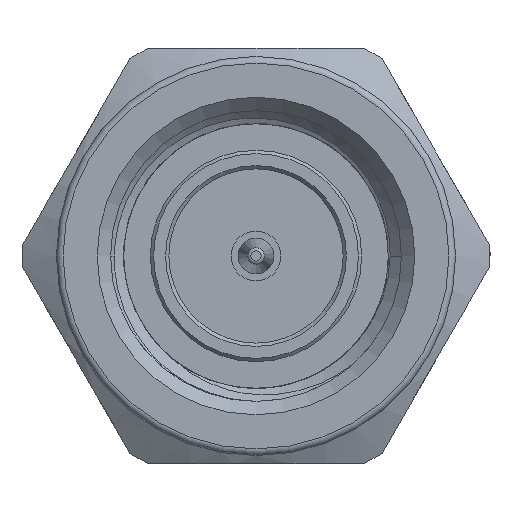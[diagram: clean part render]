
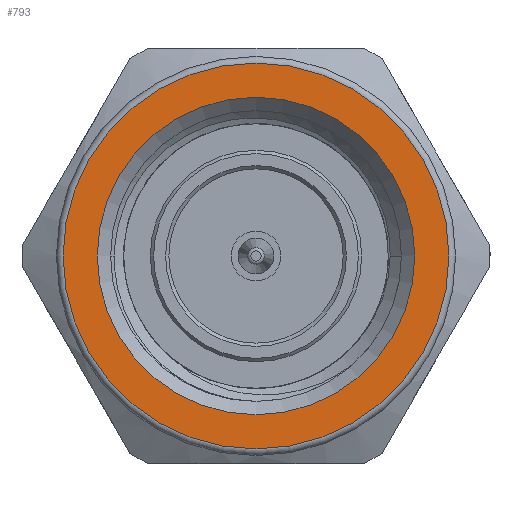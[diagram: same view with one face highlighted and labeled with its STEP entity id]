
A CAD part, left-side view. The second image highlights one B-rep face of the part: STEP entity #793.
In plain terms, the highlighted planar face has unit normal (-1, 0, 0).
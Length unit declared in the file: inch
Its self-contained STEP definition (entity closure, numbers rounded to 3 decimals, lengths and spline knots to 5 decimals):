
#479 = DIRECTION ( 'NONE',  ( -1., 0., 0. ) ) ;
#630 = DIRECTION ( 'NONE',  ( -1., 0., 0. ) ) ;
#792 = CIRCLE ( 'NONE', #2653, 0.23875 ) ;
#793 = ADVANCED_FACE ( 'NONE', ( #2360, #4545 ), #1800, .T. ) ;
#1072 = VERTEX_POINT ( 'NONE', #2851 ) ;
#1256 = CIRCLE ( 'NONE', #4666, 0.29022 ) ;
#1261 = EDGE_LOOP ( 'NONE', ( #1317 ) ) ;
#1317 = ORIENTED_EDGE ( 'NONE', *, *, #4766, .T. ) ;
#1800 = PLANE ( 'NONE',  #3312 ) ;
#2360 = FACE_BOUND ( 'NONE', #1261, .T. ) ;
#2653 = AXIS2_PLACEMENT_3D ( 'NONE', #3479, #5318, #3107 ) ;
#2851 = CARTESIAN_POINT ( 'NONE',  ( 0., -0.23875, 0. ) ) ;
#2911 = EDGE_LOOP ( 'NONE', ( #5581 ) ) ;
#3107 = DIRECTION ( 'NONE',  ( 0., -1., 0. ) ) ;
#3312 = AXIS2_PLACEMENT_3D ( 'NONE', #4484, #479, #3550 ) ;
#3479 = CARTESIAN_POINT ( 'NONE',  ( 0., 0., 0. ) ) ;
#3550 = DIRECTION ( 'NONE',  ( 0., 0., 1. ) ) ;
#4174 = DIRECTION ( 'NONE',  ( 0., 0., 1. ) ) ;
#4184 = CARTESIAN_POINT ( 'NONE',  ( 0., 0., 0.29022 ) ) ;
#4484 = CARTESIAN_POINT ( 'NONE',  ( 0., 0., 0. ) ) ;
#4545 = FACE_OUTER_BOUND ( 'NONE', #2911, .T. ) ;
#4612 = CARTESIAN_POINT ( 'NONE',  ( 0., 0., 0. ) ) ;
#4624 = VERTEX_POINT ( 'NONE', #4184 ) ;
#4666 = AXIS2_PLACEMENT_3D ( 'NONE', #4612, #630, #4174 ) ;
#4766 = EDGE_CURVE ( 'NONE', #1072, #1072, #792, .T. ) ;
#4939 = EDGE_CURVE ( 'NONE', #4624, #4624, #1256, .T. ) ;
#5318 = DIRECTION ( 'NONE',  ( 1., 0., 0. ) ) ;
#5581 = ORIENTED_EDGE ( 'NONE', *, *, #4939, .T. ) ;
